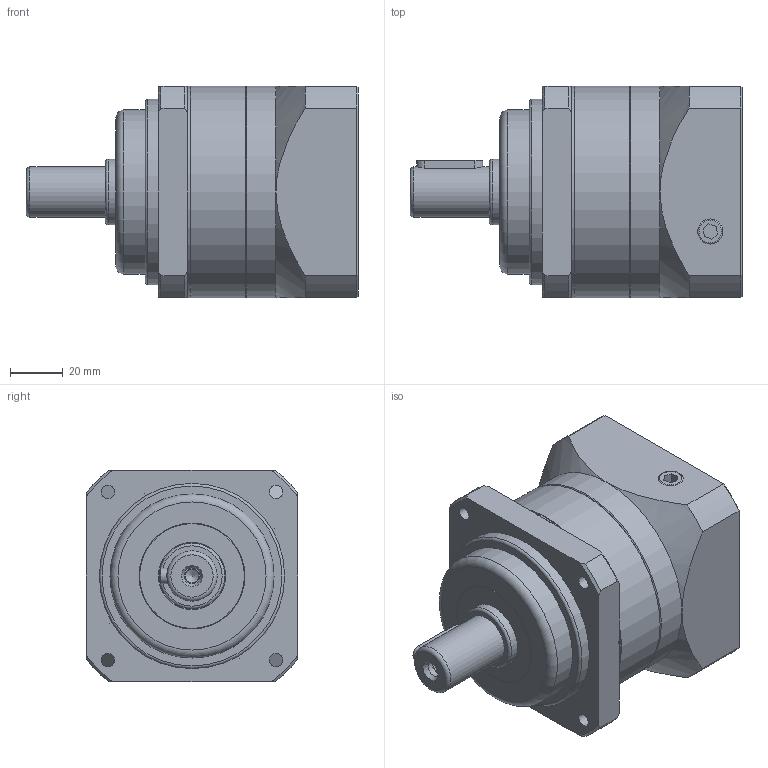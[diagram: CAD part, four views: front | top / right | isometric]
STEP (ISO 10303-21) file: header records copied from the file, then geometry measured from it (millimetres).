
FILE_DESCRIPTION((''),'2;1');
FILE_NAME('KFA80-1 (S14).stp','2013-11-12T10:28:31',('young'),(''),'Autodesk Inventor 2012','Autodesk Inventor 2012','');
FILE_SCHEMA(('AUTOMOTIVE_DESIGN { 1 0 10303 214 1 1 1 1 }'));
Length unit declared in the file: millimetre
Products named in the file (1): KFA80-1 (S14)
Bounding box: 125.5 x 80 x 80 mm (x, y, z)
Volume: 268592.1 mm3; surface area: 105522.1 mm2
Topology: 16 solids, 16 shells, 618 faces, 1911 edges, 1355 vertices
Faces by surface type: cylinder 292, plane 215, cone 86, torus 13, bspline 12
Full cylindrical faces by diameter (mm): 4.2 x9, 5 x174, 5.5 x9, 6 x1, 8.433 x2, 8.5 x5, 9.5 x2, 11 x1, 14.2 x1, 19 x1, 19.8 x1, 20 x1, 22 x1, 24.8 x1, 25 x2, 26 x1, 30 x1, 33 x1, 34.5 x1, 35 x3, 38.908 x1, 40 x2, 42.908 x1, 50 x1, 62 x1, 62.908 x2, 65.8 x1, 70 x1, 80 x3
Entity records: 55239 total; most frequent: CARTESIAN_POINT 42755, ORIENTED_EDGE 3152, DIRECTION 2043, EDGE_CURVE 1576, VERTEX_POINT 1317, AXIS2_PLACEMENT_3D 826, EDGE_LOOP 655, FACE_OUTER_BOUND 450
